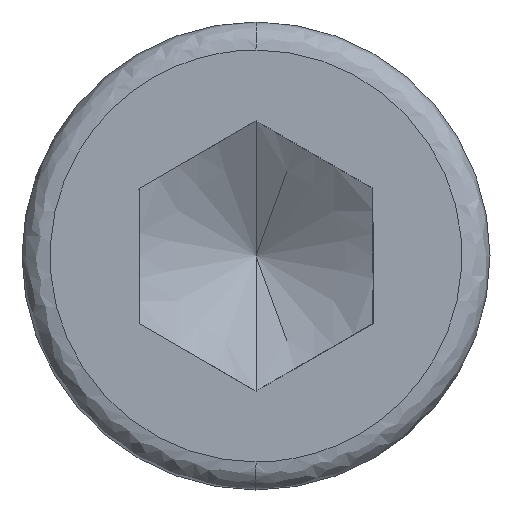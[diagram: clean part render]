
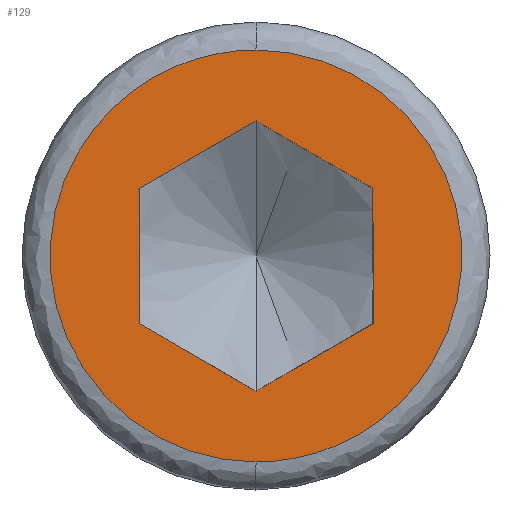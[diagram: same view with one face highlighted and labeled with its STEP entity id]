
A CAD part, left-side view. The second image highlights one B-rep face of the part: STEP entity #129.
In plain terms, the highlighted planar face has unit normal (-1, 0, 0).
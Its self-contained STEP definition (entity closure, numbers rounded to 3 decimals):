
#3 = ORIENTED_EDGE ( 'NONE', *, *, #548, .T. ) ;
#7 = CARTESIAN_POINT ( 'NONE',  ( -6., 0., -4.4 ) ) ;
#8 = CARTESIAN_POINT ( 'NONE',  ( -6., -2.5, 1.443 ) ) ;
#20 = VERTEX_POINT ( 'NONE', #8 ) ;
#42 = EDGE_LOOP ( 'NONE', ( #390, #147 ) ) ;
#45 = AXIS2_PLACEMENT_3D ( 'NONE', #113, #470, #366 ) ;
#67 = CARTESIAN_POINT ( 'NONE',  ( -6., 0., -4.4 ) ) ;
#70 = FACE_BOUND ( 'NONE', #553, .T. ) ;
#78 = VERTEX_POINT ( 'NONE', #67 ) ;
#102 = EDGE_CURVE ( 'NONE', #625, #193, #604, .T. ) ;
#112 = DIRECTION ( 'NONE',  ( 0., 0.866, 0.5 ) ) ;
#113 = CARTESIAN_POINT ( 'NONE',  ( -6., 3.943, 0. ) ) ;
#116 = VERTEX_POINT ( 'NONE', #169 ) ;
#117 = DIRECTION ( 'NONE',  ( 0., -0.866, 0.5 ) ) ;
#119 =( BOUNDED_CURVE ( )  B_SPLINE_CURVE ( 3, ( #321, #478, #132, #186 ),
 .UNSPECIFIED., .F., .T. ) 
 B_SPLINE_CURVE_WITH_KNOTS ( ( 4, 4 ),
 ( 0.75, 1.25 ),
 .UNSPECIFIED. ) 
 CURVE ( )  GEOMETRIC_REPRESENTATION_ITEM ( )  RATIONAL_B_SPLINE_CURVE ( ( 1., 0.333, 0.333, 1. ) ) 
 REPRESENTATION_ITEM ( '' )  );
#123 = VECTOR ( 'NONE', #117, 1000. ) ;
#129 = ADVANCED_FACE ( 'NONE', ( #70, #315 ), #312, .T. ) ;
#132 = CARTESIAN_POINT ( 'NONE',  ( -6., 8.8, 4.4 ) ) ;
#145 = EDGE_CURVE ( 'NONE', #193, #116, #253, .T. ) ;
#147 = ORIENTED_EDGE ( 'NONE', *, *, #264, .F. ) ;
#159 = VERTEX_POINT ( 'NONE', #562 ) ;
#169 = CARTESIAN_POINT ( 'NONE',  ( -6., 0., 2.887 ) ) ;
#170 = CARTESIAN_POINT ( 'NONE',  ( -6., 2.5, 0. ) ) ;
#181 = ORIENTED_EDGE ( 'NONE', *, *, #102, .T. ) ;
#186 = CARTESIAN_POINT ( 'NONE',  ( -6., 0., 4.4 ) ) ;
#187 = ORIENTED_EDGE ( 'NONE', *, *, #517, .T. ) ;
#193 = VERTEX_POINT ( 'NONE', #530 ) ;
#202 = DIRECTION ( 'NONE',  ( 0., 0., -1. ) ) ;
#216 = VECTOR ( 'NONE', #518, 1000. ) ;
#220 = VECTOR ( 'NONE', #202, 1000. ) ;
#230 = ORIENTED_EDGE ( 'NONE', *, *, #616, .T. ) ;
#253 = LINE ( 'NONE', #420, #123 ) ;
#264 = EDGE_CURVE ( 'NONE', #612, #78, #541, .T. ) ;
#279 = LINE ( 'NONE', #491, #540 ) ;
#297 = CARTESIAN_POINT ( 'NONE',  ( -6., -8.8, 4.4 ) ) ;
#298 = VERTEX_POINT ( 'NONE', #557 ) ;
#307 = CARTESIAN_POINT ( 'NONE',  ( -6., 0., -2.887 ) ) ;
#309 = EDGE_CURVE ( 'NONE', #159, #625, #514, .T. ) ;
#312 = PLANE ( 'NONE',  #45 ) ;
#313 = VECTOR ( 'NONE', #571, 1000. ) ;
#315 = FACE_OUTER_BOUND ( 'NONE', #42, .T. ) ;
#321 = CARTESIAN_POINT ( 'NONE',  ( -6., 0., -4.4 ) ) ;
#347 = CARTESIAN_POINT ( 'NONE',  ( -6., 0., 4.4 ) ) ;
#366 = DIRECTION ( 'NONE',  ( 0., 0., 1. ) ) ;
#390 = ORIENTED_EDGE ( 'NONE', *, *, #474, .F. ) ;
#392 = CARTESIAN_POINT ( 'NONE',  ( -6., 2.5, -1.443 ) ) ;
#396 = LINE ( 'NONE', #410, #220 ) ;
#410 = CARTESIAN_POINT ( 'NONE',  ( -6., -2.5, 0. ) ) ;
#420 = CARTESIAN_POINT ( 'NONE',  ( -6., 2.5, 1.443 ) ) ;
#451 = LINE ( 'NONE', #535, #313 ) ;
#455 = CARTESIAN_POINT ( 'NONE',  ( -6., -8.8, -4.4 ) ) ;
#470 = DIRECTION ( 'NONE',  ( -1., 0., 0. ) ) ;
#474 = EDGE_CURVE ( 'NONE', #78, #612, #119, .T. ) ;
#478 = CARTESIAN_POINT ( 'NONE',  ( -6., 8.8, -4.4 ) ) ;
#491 = CARTESIAN_POINT ( 'NONE',  ( -6., -2.5, -1.443 ) ) ;
#514 = LINE ( 'NONE', #307, #566 ) ;
#517 = EDGE_CURVE ( 'NONE', #116, #20, #451, .T. ) ;
#518 = DIRECTION ( 'NONE',  ( 0., 0., 1. ) ) ;
#530 = CARTESIAN_POINT ( 'NONE',  ( -6., 2.5, 1.443 ) ) ;
#535 = CARTESIAN_POINT ( 'NONE',  ( -6., 0., 2.887 ) ) ;
#540 = VECTOR ( 'NONE', #617, 1000. ) ;
#541 =( BOUNDED_CURVE ( )  B_SPLINE_CURVE ( 3, ( #347, #297, #455, #7 ),
 .UNSPECIFIED., .F., .F. ) 
 B_SPLINE_CURVE_WITH_KNOTS ( ( 4, 4 ),
 ( 0.25, 0.75 ),
 .UNSPECIFIED. ) 
 CURVE ( )  GEOMETRIC_REPRESENTATION_ITEM ( )  RATIONAL_B_SPLINE_CURVE ( ( 1., 0.333, 0.333, 1. ) ) 
 REPRESENTATION_ITEM ( '' )  );
#548 = EDGE_CURVE ( 'NONE', #298, #159, #279, .T. ) ;
#553 = EDGE_LOOP ( 'NONE', ( #3, #559, #181, #567, #187, #230 ) ) ;
#557 = CARTESIAN_POINT ( 'NONE',  ( -6., -2.5, -1.443 ) ) ;
#559 = ORIENTED_EDGE ( 'NONE', *, *, #309, .T. ) ;
#562 = CARTESIAN_POINT ( 'NONE',  ( -6., 0., -2.887 ) ) ;
#566 = VECTOR ( 'NONE', #112, 1000. ) ;
#567 = ORIENTED_EDGE ( 'NONE', *, *, #145, .T. ) ;
#571 = DIRECTION ( 'NONE',  ( 0., -0.866, -0.5 ) ) ;
#582 = CARTESIAN_POINT ( 'NONE',  ( -6., 0., 4.4 ) ) ;
#604 = LINE ( 'NONE', #170, #216 ) ;
#612 = VERTEX_POINT ( 'NONE', #582 ) ;
#616 = EDGE_CURVE ( 'NONE', #20, #298, #396, .T. ) ;
#617 = DIRECTION ( 'NONE',  ( 0., 0.866, -0.5 ) ) ;
#625 = VERTEX_POINT ( 'NONE', #392 ) ;
